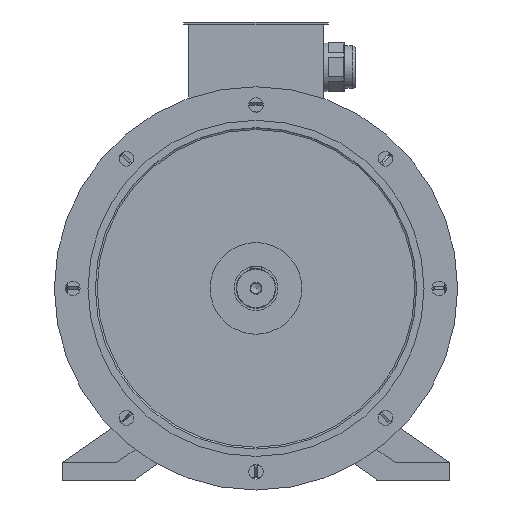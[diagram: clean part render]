
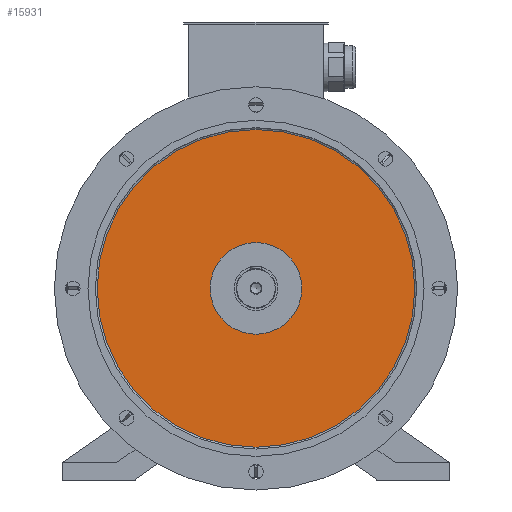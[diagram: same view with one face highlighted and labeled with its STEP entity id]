
A CAD part, front view. The second image highlights one B-rep face of the part: STEP entity #15931.
In plain terms, the highlighted planar face has unit normal (0, -1, 0).
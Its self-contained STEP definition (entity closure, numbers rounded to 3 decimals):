
#833=CIRCLE('',#17020,75.);
#852=CIRCLE('',#17060,260.);
#4219=ORIENTED_EDGE('',*,*,#5918,.T.);
#4220=ORIENTED_EDGE('',*,*,#5947,.T.);
#5918=EDGE_CURVE('',#7073,#7073,#833,.T.);
#5947=EDGE_CURVE('',#7099,#7099,#852,.T.);
#7073=VERTEX_POINT('',#24112);
#7099=VERTEX_POINT('',#24408);
#9910=EDGE_LOOP('',(#4219));
#9911=EDGE_LOOP('',(#4220));
#10601=FACE_BOUND('',#9910,.T.);
#10602=FACE_BOUND('',#9911,.T.);
#11029=PLANE('',#17061);
#15931=ADVANCED_FACE('',(#10601,#10602),#11029,.F.);
#17020=AXIS2_PLACEMENT_3D('',#24111,#20258,#20259);
#17060=AXIS2_PLACEMENT_3D('',#24407,#20346,#20347);
#17061=AXIS2_PLACEMENT_3D('',#24409,#20348,#20349);
#20258=DIRECTION('',(0.,1.,0.));
#20259=DIRECTION('',(1.,0.,0.));
#20346=DIRECTION('',(0.,-1.,0.));
#20347=DIRECTION('',(0.,0.,-1.));
#20348=DIRECTION('',(0.,1.,0.));
#20349=DIRECTION('',(0.,0.,1.));
#24111=CARTESIAN_POINT('',(0.,-60.,0.));
#24112=CARTESIAN_POINT('',(75.,-60.,0.));
#24407=CARTESIAN_POINT('',(0.,-60.,0.));
#24408=CARTESIAN_POINT('',(0.,-60.,-260.));
#24409=CARTESIAN_POINT('',(0.,-60.,0.));
